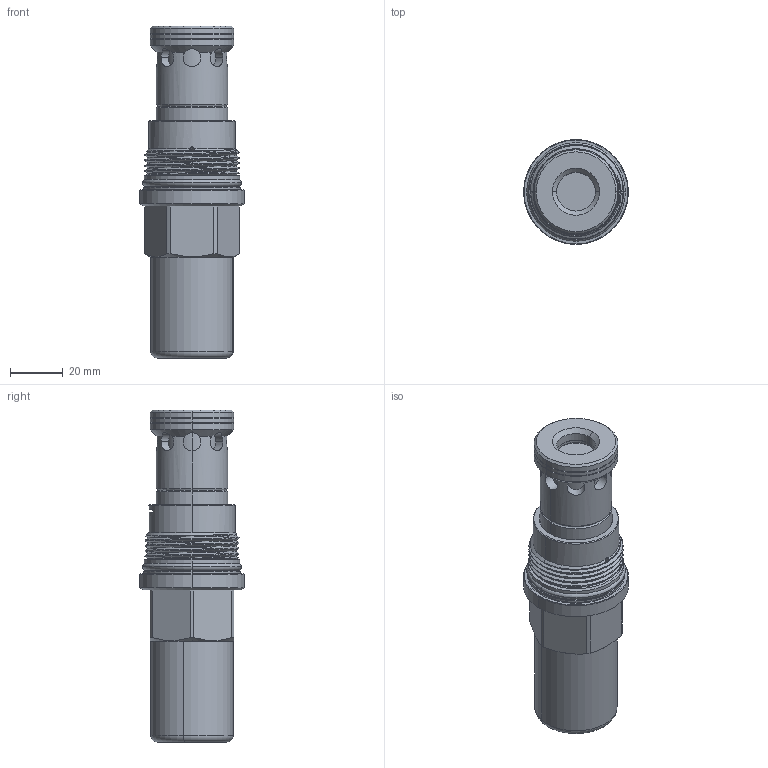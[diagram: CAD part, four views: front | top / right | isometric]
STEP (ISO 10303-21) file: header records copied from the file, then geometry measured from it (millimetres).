
FILE_DESCRIPTION (( 'STEP AP203' ), '1' );
FILE_NAME ('RP16A2G-C.STEP', '2020-03-24T01:46:39', ( '' ), ( '' ), 'SwSTEP 2.0', 'SolidWorks 2018', '' );
FILE_SCHEMA (( 'CONFIG_CONTROL_DESIGN' ));
Length unit declared in the file: millimetre
Products named in the file (1): RP16A2G-C
Bounding box: 39.67 x 39.67 x 125.59 mm (x, y, z)
Volume: 83915.8 mm3; surface area: 26496.4 mm2
Topology: 5 solids, 5 shells, 292 faces, 714 edges, 443 vertices
Faces by surface type: cylinder 129, plane 55, torus 49, cone 47, bspline 10, sphere 2
Entity records: 16800 total; most frequent: CARTESIAN_POINT 10130, ORIENTED_EDGE 1420, DIRECTION 1369, EDGE_CURVE 710, AXIS2_PLACEMENT_3D 573, VERTEX_POINT 443, EDGE_LOOP 313, ADVANCED_FACE 292
